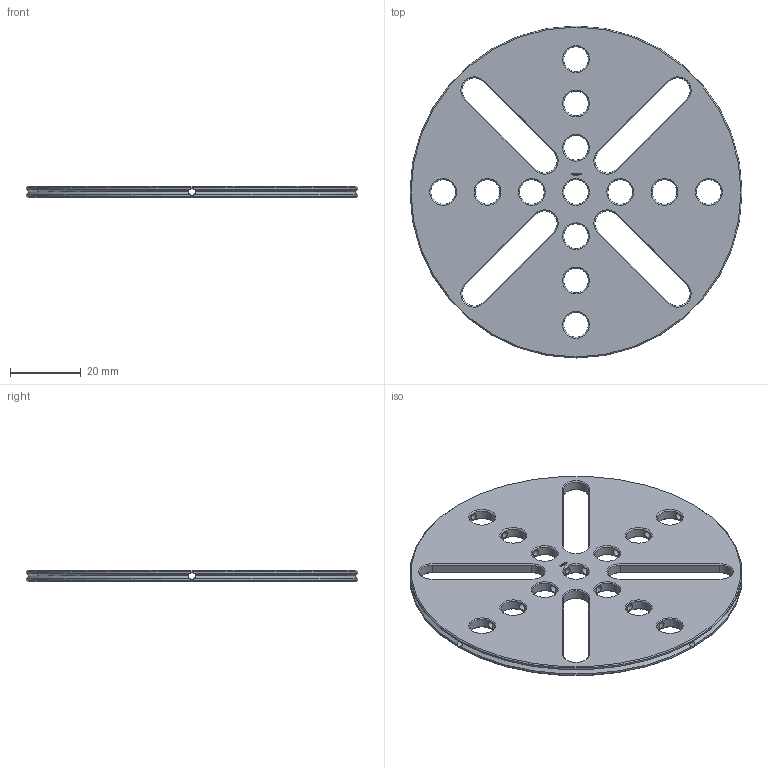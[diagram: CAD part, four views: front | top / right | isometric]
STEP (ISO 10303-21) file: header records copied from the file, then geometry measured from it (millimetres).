
FILE_DESCRIPTION(('FreeCAD Model'),'2;1');
FILE_NAME('Open CASCADE Shape Model','2023-11-14T17:01:30',(''),(''), 'Open CASCADE STEP processor 7.6','FreeCAD','Unknown');
FILE_SCHEMA(('AUTOMOTIVE_DESIGN { 1 0 10303 214 1 1 1 1 }'));
Length unit declared in the file: millimetre
Products named in the file (1): Washer FRE OCT BU07.50x00.25 - SPN-WSR-0064 (stemfie.org)
Bounding box: 93.75 x 93.75 x 3.12 mm (x, y, z)
Volume: 16483.4 mm3; surface area: 14148 mm2
Topology: 1 solids, 1 shells, 604 faces, 1698 edges, 1112 vertices
Faces by surface type: plane 339, extrusion 174, cone 52, cylinder 39
Full cylindrical faces by diameter (mm): 2 x16, 7 x13, 93.75 x2
Entity records: 46722 total; most frequent: CARTESIAN_POINT 14242, DIRECTION 5241, VECTOR 4176, LINE 4002, ORIENTED_EDGE 3396, PCURVE 3396, DEFINITIONAL_REPRESENTATION 3396, EDGE_CURVE 1698
